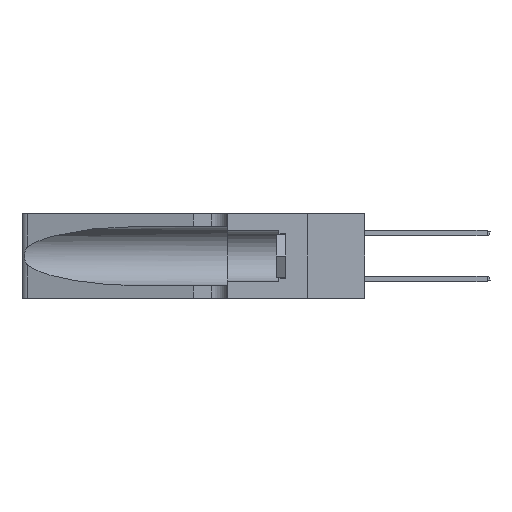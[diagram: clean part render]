
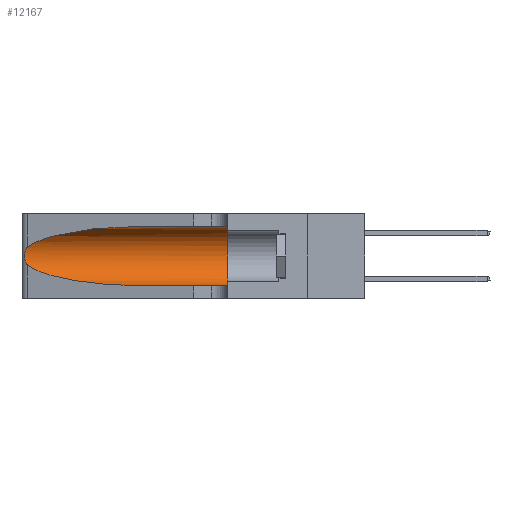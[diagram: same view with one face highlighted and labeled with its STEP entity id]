
A CAD part, left-side view. The second image highlights one B-rep face of the part: STEP entity #12167.
In plain terms, the highlighted cylindrical face has radius 3.308 mm (diameter 6.617 mm), a partial arc.
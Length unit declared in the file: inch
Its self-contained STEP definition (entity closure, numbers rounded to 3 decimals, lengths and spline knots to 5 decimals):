
#93 = ORIENTED_EDGE ( 'NONE', *, *, #13659, .T. ) ;
#322 = CARTESIAN_POINT ( 'NONE',  ( 0.26017, 1.23833, 0.17102 ) ) ;
#878 = CARTESIAN_POINT ( 'NONE',  ( 0.1305, 0.35, 0.31525 ) ) ;
#883 = VECTOR ( 'NONE', #13779, 39.37008 ) ;
#1491 = EDGE_CURVE ( 'NONE', #4159, #21056, #6283, .T. ) ;
#2007 = CARTESIAN_POINT ( 'NONE',  ( 0.1305, 1.61858, 0.05475 ) ) ;
#2070 = CARTESIAN_POINT ( 'NONE',  ( 0.26075, 1.23896, 0.178 ) ) ;
#2233 = CARTESIAN_POINT ( 'NONE',  ( 0.25487, 1.22718, 0.22369 ) ) ;
#2310 = CARTESIAN_POINT ( 'NONE',  ( 0.25854, 1.2359, 0.20912 ) ) ;
#2343 = ORIENTED_EDGE ( 'NONE', *, *, #10974, .T. ) ;
#3011 = CARTESIAN_POINT ( 'NONE',  ( 0.1305, 0.72297, 0.31525 ) ) ;
#3293 = CYLINDRICAL_SURFACE ( 'NONE', #25394, 0.13025 ) ;
#3354 = B_SPLINE_CURVE_WITH_KNOTS ( 'NONE', 3,
 ( #2233, #16075, #6343, #20465, #2310, #8448, #18088, #2070, #322, #10122, #22397, #14146, #14398, #16159 ),
 .UNSPECIFIED., .F., .F.,
 ( 4, 2, 2, 2, 2, 2, 4 ),
 ( 0., 0.00027, 0.00053, 0.00107, 0.0016, 0.00187, 0.00214 ),
 .UNSPECIFIED. ) ;
#3627 = LINE ( 'NONE', #2007, #17483 ) ;
#4159 = VERTEX_POINT ( 'NONE', #3011 ) ;
#4258 = ORIENTED_EDGE ( 'NONE', *, *, #13316, .T. ) ;
#4381 = CARTESIAN_POINT ( 'NONE',  ( 0.1305, 1.61858, 0.185 ) ) ;
#4524 = CARTESIAN_POINT ( 'NONE',  ( 0.18966, 0.96281, 0.05475 ) ) ;
#4605 = CARTESIAN_POINT ( 'NONE',  ( 0.25487, 1.22718, 0.14631 ) ) ;
#5248 = EDGE_CURVE ( 'NONE', #21056, #15707, #8007, .T. ) ;
#5423 = CARTESIAN_POINT ( 'NONE',  ( 0.1305, 1.61858, 0.31525 ) ) ;
#5911 = DIRECTION ( 'NONE',  ( 0., 0., 1. ) ) ;
#6283 = LINE ( 'NONE', #5423, #883 ) ;
#6343 = CARTESIAN_POINT ( 'NONE',  ( 0.25639, 1.23184, 0.21858 ) ) ;
#6643 = VERTEX_POINT ( 'NONE', #13550 ) ;
#7159 = CARTESIAN_POINT ( 'NONE',  ( 0.18966, 0.96281, 0.31525 ) ) ;
#8007 = CIRCLE ( 'NONE', #14481, 0.13025 ) ;
#8018 = CARTESIAN_POINT ( 'NONE',  ( 0.1305, 0.35, 0.05475 ) ) ;
#8089 =( BOUNDED_CURVE ( )  B_SPLINE_CURVE ( 3, ( #15202, #7159, #17379, #23198 ),
 .UNSPECIFIED., .F., .T. ) 
 B_SPLINE_CURVE_WITH_KNOTS ( ( 4, 4 ),
 ( 1.5708, 2.84003 ),
 .UNSPECIFIED. ) 
 CURVE ( )  GEOMETRIC_REPRESENTATION_ITEM ( )  RATIONAL_B_SPLINE_CURVE ( ( 1., 0.87, 0.87, 1. ) ) 
 REPRESENTATION_ITEM ( '' )  );
#8448 = CARTESIAN_POINT ( 'NONE',  ( 0.26018, 1.23835, 0.19895 ) ) ;
#9127 = CARTESIAN_POINT ( 'NONE',  ( 0.2373, 1.15595, 0.08982 ) ) ;
#10122 = CARTESIAN_POINT ( 'NONE',  ( 0.25856, 1.23593, 0.16098 ) ) ;
#10877 = DIRECTION ( 'NONE',  ( 0., 1., 0. ) ) ;
#10974 = EDGE_CURVE ( 'NONE', #19764, #23308, #21271, .T. ) ;
#11702 = CARTESIAN_POINT ( 'NONE',  ( 0.1305, 0.72297, 0.05475 ) ) ;
#12167 = ADVANCED_FACE ( 'NONE', ( #12745 ), #3293, .F. ) ;
#12745 = FACE_OUTER_BOUND ( 'NONE', #18761, .T. ) ;
#13316 = EDGE_CURVE ( 'NONE', #23308, #15707, #3627, .T. ) ;
#13550 = CARTESIAN_POINT ( 'NONE',  ( 0.25487, 1.22718, 0.22369 ) ) ;
#13659 = EDGE_CURVE ( 'NONE', #4159, #6643, #8089, .T. ) ;
#13779 = DIRECTION ( 'NONE',  ( 0., -1., 0. ) ) ;
#14146 = CARTESIAN_POINT ( 'NONE',  ( 0.25639, 1.23186, 0.15144 ) ) ;
#14398 = CARTESIAN_POINT ( 'NONE',  ( 0.25555, 1.22993, 0.14849 ) ) ;
#14481 = AXIS2_PLACEMENT_3D ( 'NONE', #22897, #10877, #5911 ) ;
#15202 = CARTESIAN_POINT ( 'NONE',  ( 0.1305, 0.72297, 0.31525 ) ) ;
#15707 = VERTEX_POINT ( 'NONE', #8018 ) ;
#15842 = DIRECTION ( 'NONE',  ( 0., -1., 0. ) ) ;
#16075 = CARTESIAN_POINT ( 'NONE',  ( 0.25555, 1.22994, 0.2215 ) ) ;
#16159 = CARTESIAN_POINT ( 'NONE',  ( 0.25487, 1.22718, 0.14631 ) ) ;
#17036 = ORIENTED_EDGE ( 'NONE', *, *, #17514, .T. ) ;
#17379 = CARTESIAN_POINT ( 'NONE',  ( 0.2373, 1.15595, 0.28018 ) ) ;
#17483 = VECTOR ( 'NONE', #15842, 39.37008 ) ;
#17514 = EDGE_CURVE ( 'NONE', #6643, #19764, #3354, .T. ) ;
#18088 = CARTESIAN_POINT ( 'NONE',  ( 0.26075, 1.23896, 0.19203 ) ) ;
#18388 = CARTESIAN_POINT ( 'NONE',  ( 0.25487, 1.22718, 0.14631 ) ) ;
#18588 = CARTESIAN_POINT ( 'NONE',  ( 0.1305, 0.72297, 0.05475 ) ) ;
#18761 = EDGE_LOOP ( 'NONE', ( #93, #17036, #2343, #4258, #21864, #24295 ) ) ;
#19764 = VERTEX_POINT ( 'NONE', #18388 ) ;
#20465 = CARTESIAN_POINT ( 'NONE',  ( 0.25787, 1.23484, 0.2124 ) ) ;
#21056 = VERTEX_POINT ( 'NONE', #878 ) ;
#21271 =( BOUNDED_CURVE ( )  B_SPLINE_CURVE ( 3, ( #4605, #9127, #4524, #18588 ),
 .UNSPECIFIED., .F., .T. ) 
 B_SPLINE_CURVE_WITH_KNOTS ( ( 4, 4 ),
 ( 3.44316, 4.71239 ),
 .UNSPECIFIED. ) 
 CURVE ( )  GEOMETRIC_REPRESENTATION_ITEM ( )  RATIONAL_B_SPLINE_CURVE ( ( 1., 0.87, 0.87, 1. ) ) 
 REPRESENTATION_ITEM ( '' )  );
#21864 = ORIENTED_EDGE ( 'NONE', *, *, #5248, .F. ) ;
#22397 = CARTESIAN_POINT ( 'NONE',  ( 0.25789, 1.23486, 0.15765 ) ) ;
#22897 = CARTESIAN_POINT ( 'NONE',  ( 0.1305, 0.35, 0.185 ) ) ;
#23198 = CARTESIAN_POINT ( 'NONE',  ( 0.25487, 1.22718, 0.22369 ) ) ;
#23308 = VERTEX_POINT ( 'NONE', #11702 ) ;
#24295 = ORIENTED_EDGE ( 'NONE', *, *, #1491, .F. ) ;
#24600 = DIRECTION ( 'NONE',  ( 0., -1., 0. ) ) ;
#24766 = DIRECTION ( 'NONE',  ( 0., 0., -1. ) ) ;
#25394 = AXIS2_PLACEMENT_3D ( 'NONE', #4381, #24600, #24766 ) ;
